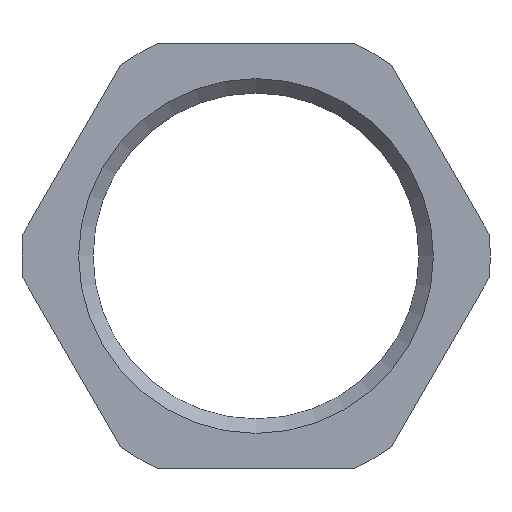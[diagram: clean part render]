
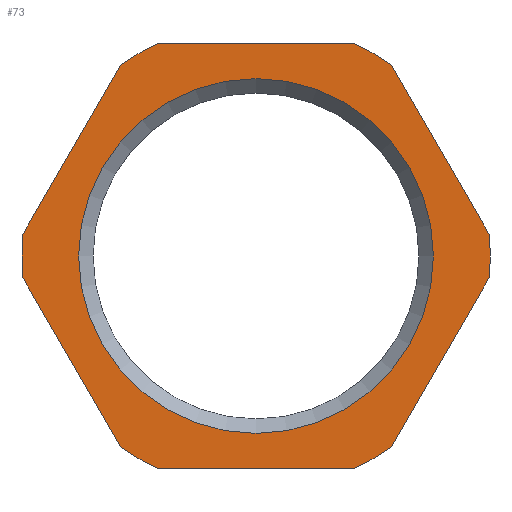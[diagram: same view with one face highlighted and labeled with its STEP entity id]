
A CAD part, left-side view. The second image highlights one B-rep face of the part: STEP entity #73.
In plain terms, the highlighted planar face has unit normal (-1, 0, 0).
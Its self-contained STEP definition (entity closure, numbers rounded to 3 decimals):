
#73 = ADVANCED_FACE( '', ( #144, #145 ), #146, .F. );
#144 = FACE_OUTER_BOUND( '', #207, .T. );
#145 = FACE_BOUND( '', #208, .T. );
#146 = PLANE( '', #209 );
#207 = EDGE_LOOP( '', ( #343, #344, #345, #346, #347, #348, #349, #350, #351, #352, #353, #354 ) );
#208 = EDGE_LOOP( '', ( #355 ) );
#209 = AXIS2_PLACEMENT_3D( '', #356, #357, #358 );
#343 = ORIENTED_EDGE( '', *, *, #374, .F. );
#344 = ORIENTED_EDGE( '', *, *, #365, .F. );
#345 = ORIENTED_EDGE( '', *, *, #404, .F. );
#346 = ORIENTED_EDGE( '', *, *, #393, .F. );
#347 = ORIENTED_EDGE( '', *, *, #370, .F. );
#348 = ORIENTED_EDGE( '', *, *, #360, .F. );
#349 = ORIENTED_EDGE( '', *, *, #413, .F. );
#350 = ORIENTED_EDGE( '', *, *, #407, .F. );
#351 = ORIENTED_EDGE( '', *, *, #381, .F. );
#352 = ORIENTED_EDGE( '', *, *, #389, .F. );
#353 = ORIENTED_EDGE( '', *, *, #397, .F. );
#354 = ORIENTED_EDGE( '', *, *, #401, .F. );
#355 = ORIENTED_EDGE( '', *, *, #379, .T. );
#356 = CARTESIAN_POINT( '', ( 0., 0., 0. ) );
#357 = DIRECTION( '', ( 1., 0., 0. ) );
#358 = DIRECTION( '', ( 0., 0., -1. ) );
#360 = EDGE_CURVE( '', #417, #418, #419, .T. );
#365 = EDGE_CURVE( '', #426, #427, #428, .T. );
#370 = EDGE_CURVE( '', #418, #435, #436, .T. );
#374 = EDGE_CURVE( '', #427, #441, #442, .T. );
#379 = EDGE_CURVE( '', #449, #449, #450, .T. );
#381 = EDGE_CURVE( '', #452, #453, #454, .T. );
#389 = EDGE_CURVE( '', #466, #452, #467, .T. );
#393 = EDGE_CURVE( '', #435, #472, #473, .T. );
#397 = EDGE_CURVE( '', #478, #466, #479, .T. );
#401 = EDGE_CURVE( '', #441, #478, #484, .T. );
#404 = EDGE_CURVE( '', #472, #426, #487, .T. );
#407 = EDGE_CURVE( '', #453, #490, #491, .T. );
#413 = EDGE_CURVE( '', #490, #417, #498, .T. );
#417 = VERTEX_POINT( '', #502 );
#418 = VERTEX_POINT( '', #503 );
#419 = CIRCLE( '', #504, 13.2 );
#426 = VERTEX_POINT( '', #513 );
#427 = VERTEX_POINT( '', #514 );
#428 = CIRCLE( '', #515, 13.2 );
#435 = VERTEX_POINT( '', #524 );
#436 = LINE( '', #525, #526 );
#441 = VERTEX_POINT( '', #533 );
#442 = LINE( '', #534, #535 );
#449 = VERTEX_POINT( '', #544 );
#450 = CIRCLE( '', #545, 10. );
#452 = VERTEX_POINT( '', #547 );
#453 = VERTEX_POINT( '', #548 );
#454 = LINE( '', #549, #550 );
#466 = VERTEX_POINT( '', #565 );
#467 = CIRCLE( '', #566, 13.2 );
#472 = VERTEX_POINT( '', #572 );
#473 = CIRCLE( '', #573, 13.2 );
#478 = VERTEX_POINT( '', #579 );
#479 = LINE( '', #580, #581 );
#484 = CIRCLE( '', #588, 13.2 );
#487 = LINE( '', #591, #592 );
#490 = VERTEX_POINT( '', #596 );
#491 = CIRCLE( '', #597, 13.2 );
#498 = LINE( '', #606, #607 );
#502 = CARTESIAN_POINT( '', ( 0., -7.643, -10.762 ) );
#503 = CARTESIAN_POINT( '', ( 0., -5.499, -12. ) );
#504 = AXIS2_PLACEMENT_3D( '', #610, #611, #612 );
#513 = CARTESIAN_POINT( '', ( 0., 13.142, -1.238 ) );
#514 = CARTESIAN_POINT( '', ( 0., 13.142, 1.238 ) );
#515 = AXIS2_PLACEMENT_3D( '', #618, #619, #620 );
#524 = CARTESIAN_POINT( '', ( 0., 5.499, -12. ) );
#525 = CARTESIAN_POINT( '', ( 0., -5.499, -12. ) );
#526 = VECTOR( '', #626, 1000. );
#533 = CARTESIAN_POINT( '', ( 0., 7.643, 10.762 ) );
#534 = CARTESIAN_POINT( '', ( 0., 13.142, 1.238 ) );
#535 = VECTOR( '', #629, 1000. );
#544 = CARTESIAN_POINT( '', ( 0., 0., -10. ) );
#545 = AXIS2_PLACEMENT_3D( '', #635, #636, #637 );
#547 = CARTESIAN_POINT( '', ( 0., -7.643, 10.762 ) );
#548 = CARTESIAN_POINT( '', ( 0., -13.142, 1.238 ) );
#549 = CARTESIAN_POINT( '', ( 0., -7.643, 10.762 ) );
#550 = VECTOR( '', #638, 1000. );
#565 = CARTESIAN_POINT( '', ( 0., -5.499, 12. ) );
#566 = AXIS2_PLACEMENT_3D( '', #648, #649, #650 );
#572 = CARTESIAN_POINT( '', ( 0., 7.643, -10.762 ) );
#573 = AXIS2_PLACEMENT_3D( '', #655, #656, #657 );
#579 = CARTESIAN_POINT( '', ( 0., 5.499, 12. ) );
#580 = CARTESIAN_POINT( '', ( 0., 5.499, 12. ) );
#581 = VECTOR( '', #662, 1000. );
#588 = AXIS2_PLACEMENT_3D( '', #665, #666, #667 );
#591 = CARTESIAN_POINT( '', ( 0., 7.643, -10.762 ) );
#592 = VECTOR( '', #671, 1000. );
#596 = CARTESIAN_POINT( '', ( 0., -13.142, -1.238 ) );
#597 = AXIS2_PLACEMENT_3D( '', #673, #674, #675 );
#606 = CARTESIAN_POINT( '', ( 0., -13.142, -1.238 ) );
#607 = VECTOR( '', #681, 1000. );
#610 = CARTESIAN_POINT( '', ( 0., 0., 0. ) );
#611 = DIRECTION( '', ( 1., 0., 0. ) );
#612 = DIRECTION( '', ( 0., 0., -1. ) );
#618 = CARTESIAN_POINT( '', ( 0., 0., 0. ) );
#619 = DIRECTION( '', ( 1., 0., 0. ) );
#620 = DIRECTION( '', ( 0., 0., -1. ) );
#626 = DIRECTION( '', ( 0., 1., 0. ) );
#629 = DIRECTION( '', ( 0., -0.5, 0.866 ) );
#635 = CARTESIAN_POINT( '', ( 0., 0., 0. ) );
#636 = DIRECTION( '', ( 1., 0., 0. ) );
#637 = DIRECTION( '', ( 0., 0., -1. ) );
#638 = DIRECTION( '', ( 0., -0.5, -0.866 ) );
#648 = CARTESIAN_POINT( '', ( 0., 0., 0. ) );
#649 = DIRECTION( '', ( 1., 0., 0. ) );
#650 = DIRECTION( '', ( 0., 0., -1. ) );
#655 = CARTESIAN_POINT( '', ( 0., 0., 0. ) );
#656 = DIRECTION( '', ( 1., 0., 0. ) );
#657 = DIRECTION( '', ( 0., 0., -1. ) );
#662 = DIRECTION( '', ( 0., -1., 0. ) );
#665 = CARTESIAN_POINT( '', ( 0., 0., 0. ) );
#666 = DIRECTION( '', ( 1., 0., 0. ) );
#667 = DIRECTION( '', ( 0., 0., -1. ) );
#671 = DIRECTION( '', ( 0., 0.5, 0.866 ) );
#673 = CARTESIAN_POINT( '', ( 0., 0., 0. ) );
#674 = DIRECTION( '', ( 1., 0., 0. ) );
#675 = DIRECTION( '', ( 0., 0., -1. ) );
#681 = DIRECTION( '', ( 0., 0.5, -0.866 ) );
